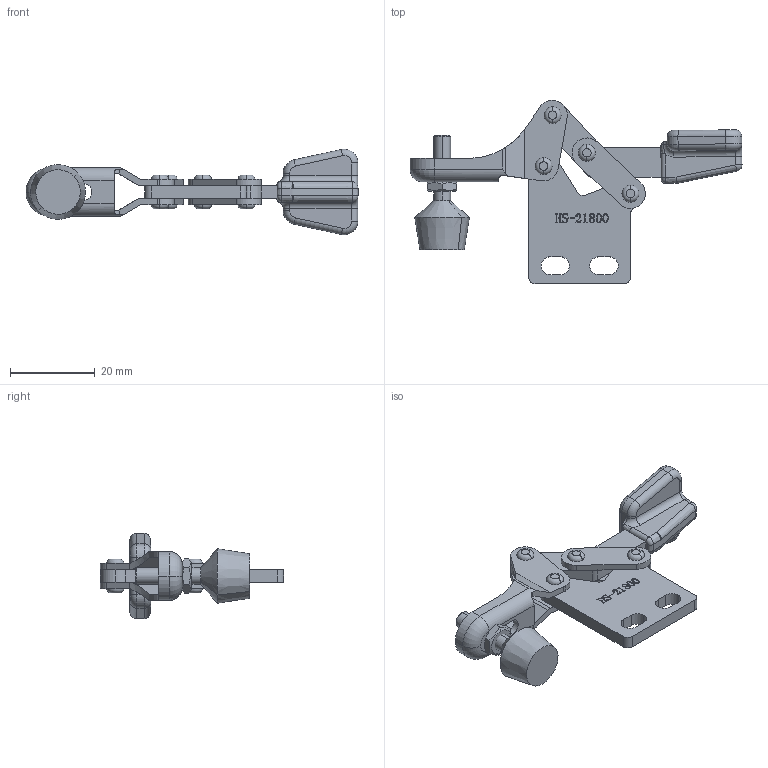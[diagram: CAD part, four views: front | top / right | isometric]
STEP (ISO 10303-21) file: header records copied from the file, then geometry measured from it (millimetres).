
FILE_DESCRIPTION (( 'STEP AP203' ), '1' );
FILE_NAME ('HS-21800 .STEP', '2019-10-05T08:24:28', ( '微软用户' ), ( '微软中国' ), 'SwSTEP 2.0', 'SolidWorks 2012', '' );
FILE_SCHEMA (( 'CONFIG_CONTROL_DESIGN' ));
Length unit declared in the file: millimetre
Products named in the file (10): HS-21800 ; hexagon head bolts-full thread gb_GB_FASTENER_BOLT_STBAB A M4X20-N; hex thin nuts-grades ab-chamfered gb_GB_FASTENER_NUT_STNAB M4-N; 揤參; 揤輸; 种; 忒梟; 忒參; 蟀裝; 眻菁釱
Assembly tree (14 placements, depth 2):
  HS-21800 
    眻菁釱
    蟀裝  x2
    忒參
    忒梟
    种  x4
    揤輸
    揤參
    hex thin nuts-grades ab-chamfered gb_GB_FASTENER_NUT_STNAB M4-N  x2
    hexagon head bolts-full thread gb_GB_FASTENER_BOLT_STBAB A M4X20-N
Bounding box: 78.31 x 43.2 x 20.19 mm (x, y, z)
Volume: 7527.1 mm3; surface area: 7914.6 mm2
Topology: 14 solids, 14 shells, 633 faces, 1636 edges, 1063 vertices
Faces by surface type: plane 301, bspline 149, cylinder 118, torus 33, cone 30, sphere 2
Entity records: 26764 total; most frequent: CARTESIAN_POINT 12257, ORIENTED_EDGE 3022, DIRECTION 2292, EDGE_CURVE 1511, VERTEX_POINT 985, VECTOR 904, LINE 904, AXIS2_PLACEMENT_3D 694
